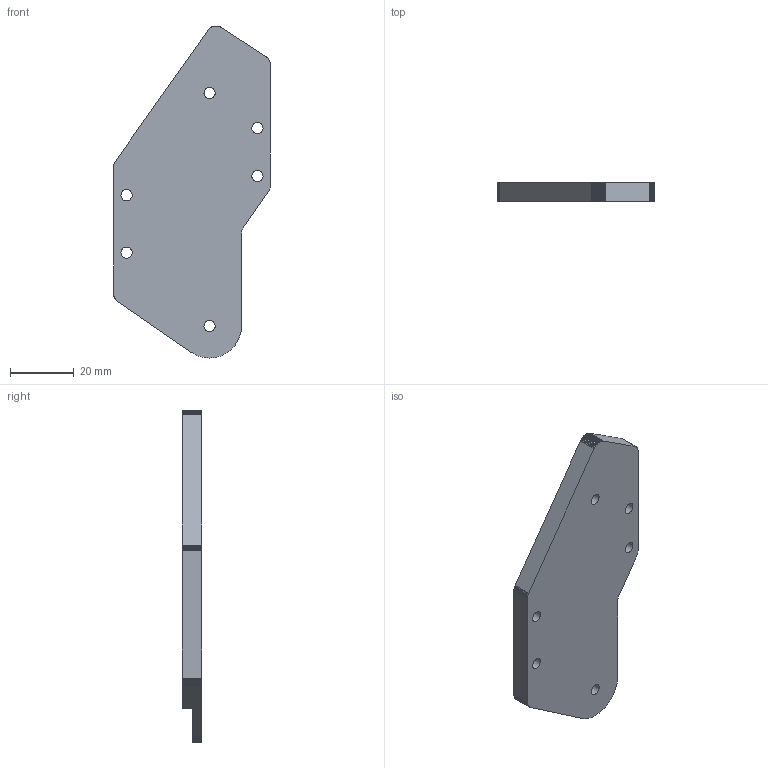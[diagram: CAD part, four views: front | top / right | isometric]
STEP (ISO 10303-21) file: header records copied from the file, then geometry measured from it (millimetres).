
FILE_DESCRIPTION(('FreeCAD Model'),'2;1');
FILE_NAME('rightLegB.step', '2015-03-22T23:17:21',('FreeCAD'),('FreeCAD'), 'Open CASCADE STEP processor 6.7','FreeCAD','Unknown');
FILE_SCHEMA(('AUTOMOTIVE_DESIGN_CC2 { 1 2 10303 214 -1 1 5 4 }'));
Length unit declared in the file: millimetre
Products named in the file (1): Cut072
Bounding box: 49 x 6 x 104 mm (x, y, z)
Volume: 14847.3 mm3; surface area: 9668.6 mm2
Topology: 1 solids, 1 shells, 121 faces, 357 edges, 238 vertices
Faces by surface type: plane 112, cylinder 9
Full cylindrical faces by diameter (mm): 3.5 x6
Entity records: 9421 total; most frequent: CARTESIAN_POINT 1599, DIRECTION 1217, LINE 928, VECTOR 928, ORIENTED_EDGE 714, PCURVE 714, DEFINITIONAL_REPRESENTATION 714, EDGE_CURVE 357
